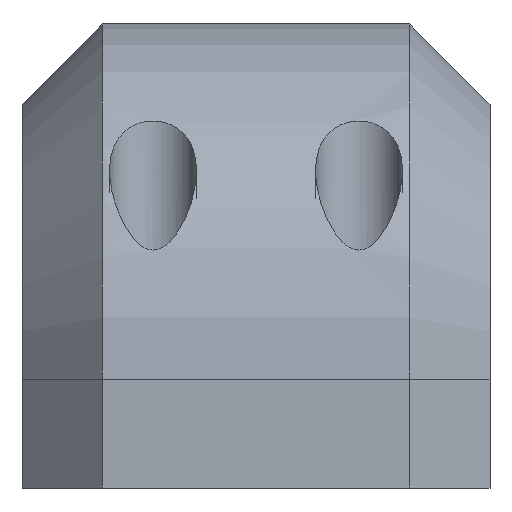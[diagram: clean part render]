
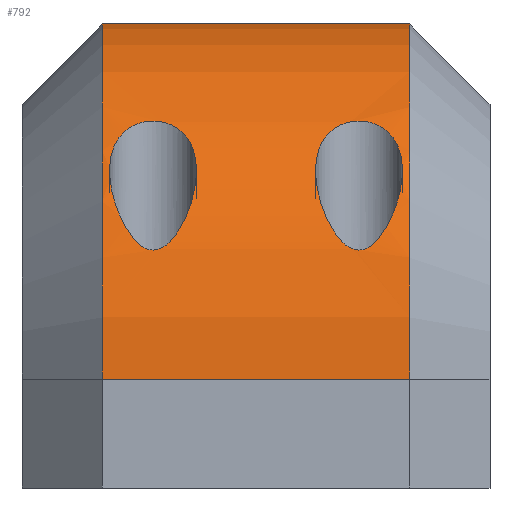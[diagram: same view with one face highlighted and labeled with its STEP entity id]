
A CAD part, front view. The second image highlights one B-rep face of the part: STEP entity #792.
In plain terms, the highlighted cylindrical face has radius 26.556 mm (diameter 53.113 mm), a partial arc.
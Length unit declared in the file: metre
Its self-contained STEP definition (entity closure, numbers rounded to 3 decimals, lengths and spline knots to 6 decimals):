
#14=B_SPLINE_CURVE_WITH_KNOTS('',3,(#1196,#1197,#1198,#1199,#1200,#1201,
#1202,#1203,#1204,#1205,#1206,#1207,#1208,#1209,#1210,#1211,#1212,#1213,
#1214,#1215,#1216,#1217,#1218),.UNSPECIFIED.,.T.,.F.,(1,1,1,1,1,1,1,1,1,
1,1,1,1,1,1,1,1,1,1,1,1,1,1,1,1,1,1),(-0.002739,-0.001826,
-0.000913,0.,0.000913,0.001826,
0.002739,0.003652,0.005478,0.007304,
0.00913,0.010956,0.012782,0.014608,
0.016434,0.01826,0.020086,0.021912,
0.023738,0.025564,0.026478,0.027391,
0.028304,0.029217,0.03013,0.031043,
0.031956),.UNSPECIFIED.);
#15=B_SPLINE_CURVE_WITH_KNOTS('',3,(#1220,#1221,#1222,#1223,#1224,#1225,
#1226,#1227,#1228,#1229,#1230,#1231,#1232,#1233,#1234,#1235,#1236,#1237,
#1238,#1239,#1240,#1241,#1242),.UNSPECIFIED.,.T.,.F.,(1,1,1,1,1,1,1,1,1,
1,1,1,1,1,1,1,1,1,1,1,1,1,1,1,1,1,1),(-0.002739,-0.001826,
-0.000913,0.,0.000913,0.001826,
0.002739,0.003652,0.005478,0.007304,
0.00913,0.010956,0.012782,0.014608,
0.016434,0.01826,0.020086,0.021912,
0.023738,0.025564,0.026478,0.027391,
0.028304,0.029217,0.03013,0.031043,
0.031956),.UNSPECIFIED.);
#16=CYLINDRICAL_SURFACE('',#857,0.026556);
#33=CIRCLE('',#858,0.026556);
#34=CIRCLE('',#859,0.026556);
#72=ORIENTED_EDGE('',*,*,#296,.F.);
#73=ORIENTED_EDGE('',*,*,#297,.T.);
#74=ORIENTED_EDGE('',*,*,#298,.T.);
#75=ORIENTED_EDGE('',*,*,#299,.F.);
#76=ORIENTED_EDGE('',*,*,#300,.T.);
#77=ORIENTED_EDGE('',*,*,#301,.F.);
#296=EDGE_CURVE('',#407,#408,#479,.T.);
#297=EDGE_CURVE('',#407,#409,#33,.T.);
#298=EDGE_CURVE('',#409,#410,#480,.T.);
#299=EDGE_CURVE('',#408,#410,#34,.T.);
#300=EDGE_CURVE('',#411,#411,#14,.T.);
#301=EDGE_CURVE('',#412,#412,#15,.T.);
#407=VERTEX_POINT('',#1189);
#408=VERTEX_POINT('',#1190);
#409=VERTEX_POINT('',#1192);
#410=VERTEX_POINT('',#1194);
#411=VERTEX_POINT('',#1219);
#412=VERTEX_POINT('',#1243);
#479=LINE('',#1188,#568);
#480=LINE('',#1193,#569);
#568=VECTOR('',#953,1.);
#569=VECTOR('',#956,1.);
#645=EDGE_LOOP('',(#72,#73,#74,#75));
#646=EDGE_LOOP('',(#76));
#647=EDGE_LOOP('',(#77));
#702=FACE_BOUND('',#645,.T.);
#703=FACE_BOUND('',#646,.T.);
#704=FACE_BOUND('',#647,.T.);
#792=ADVANCED_FACE('',(#702,#703,#704),#16,.T.);
#857=AXIS2_PLACEMENT_3D('',#1187,#951,#952);
#858=AXIS2_PLACEMENT_3D('',#1191,#954,#955);
#859=AXIS2_PLACEMENT_3D('',#1195,#957,#958);
#951=DIRECTION('',(-1.,0.,0.));
#952=DIRECTION('',(0.,0.,1.));
#953=DIRECTION('',(-1.,0.,0.));
#954=DIRECTION('',(-1.,0.,0.));
#955=DIRECTION('',(0.,0.,1.));
#956=DIRECTION('',(-1.,0.,0.));
#957=DIRECTION('',(-1.,0.,0.));
#958=DIRECTION('',(0.,0.,1.));
#1187=CARTESIAN_POINT('',(0.0175,-0.50691,0.04427));
#1188=CARTESIAN_POINT('',(0.0175,-0.533466,0.04427));
#1189=CARTESIAN_POINT('',(0.0115,-0.533466,0.04427));
#1190=CARTESIAN_POINT('',(-0.0115,-0.533466,0.04427));
#1191=CARTESIAN_POINT('',(0.0115,-0.50691,0.04427));
#1192=CARTESIAN_POINT('',(0.0115,-0.50691,0.070827));
#1193=CARTESIAN_POINT('',(0.0175,-0.50691,0.070827));
#1194=CARTESIAN_POINT('',(-0.0115,-0.50691,0.070827));
#1195=CARTESIAN_POINT('',(-0.0115,-0.50691,0.04427));
#1196=CARTESIAN_POINT('',(0.008593,-0.531558,0.054161));
#1197=CARTESIAN_POINT('',(0.007697,-0.531696,0.053802));
#1198=CARTESIAN_POINT('',(0.006802,-0.531557,0.054161));
#1199=CARTESIAN_POINT('',(0.006186,-0.531298,0.054789));
#1200=CARTESIAN_POINT('',(0.005696,-0.530981,0.055497));
#1201=CARTESIAN_POINT('',(0.00518,-0.530505,0.056478));
#1202=CARTESIAN_POINT('',(0.004714,-0.529809,0.057757));
#1203=CARTESIAN_POINT('',(0.004426,-0.528859,0.059255));
#1204=CARTESIAN_POINT('',(0.004441,-0.527772,0.060736));
#1205=CARTESIAN_POINT('',(0.004874,-0.52662,0.062096));
#1206=CARTESIAN_POINT('',(0.005895,-0.525525,0.063223));
#1207=CARTESIAN_POINT('',(0.007693,-0.524962,0.063746));
#1208=CARTESIAN_POINT('',(0.009504,-0.525526,0.063222));
#1209=CARTESIAN_POINT('',(0.01052,-0.52662,0.062096));
#1210=CARTESIAN_POINT('',(0.010954,-0.527773,0.060735));
#1211=CARTESIAN_POINT('',(0.010969,-0.528856,0.059261));
#1212=CARTESIAN_POINT('',(0.010679,-0.529811,0.057754));
#1213=CARTESIAN_POINT('',(0.010218,-0.530502,0.056484));
#1214=CARTESIAN_POINT('',(0.009695,-0.530983,0.055491));
#1215=CARTESIAN_POINT('',(0.00921,-0.531297,0.054791));
#1216=CARTESIAN_POINT('',(0.008593,-0.531558,0.054161));
#1217=CARTESIAN_POINT('',(0.007697,-0.531696,0.053802));
#1218=CARTESIAN_POINT('',(0.006802,-0.531557,0.054161));
#1219=CARTESIAN_POINT('',(0.007697,-0.53165,0.053922));
#1220=CARTESIAN_POINT('',(-0.008593,-0.531558,0.054161));
#1221=CARTESIAN_POINT('',(-0.007697,-0.531696,0.053802));
#1222=CARTESIAN_POINT('',(-0.006802,-0.531557,0.054161));
#1223=CARTESIAN_POINT('',(-0.006186,-0.531298,0.054789));
#1224=CARTESIAN_POINT('',(-0.005696,-0.530981,0.055497));
#1225=CARTESIAN_POINT('',(-0.00518,-0.530505,0.056478));
#1226=CARTESIAN_POINT('',(-0.004714,-0.529809,0.057757));
#1227=CARTESIAN_POINT('',(-0.004426,-0.528859,0.059255));
#1228=CARTESIAN_POINT('',(-0.004441,-0.527772,0.060736));
#1229=CARTESIAN_POINT('',(-0.004874,-0.52662,0.062096));
#1230=CARTESIAN_POINT('',(-0.005895,-0.525525,0.063223));
#1231=CARTESIAN_POINT('',(-0.007693,-0.524962,0.063746));
#1232=CARTESIAN_POINT('',(-0.009504,-0.525526,0.063222));
#1233=CARTESIAN_POINT('',(-0.01052,-0.52662,0.062096));
#1234=CARTESIAN_POINT('',(-0.010954,-0.527773,0.060735));
#1235=CARTESIAN_POINT('',(-0.010969,-0.528856,0.059261));
#1236=CARTESIAN_POINT('',(-0.010679,-0.529811,0.057754));
#1237=CARTESIAN_POINT('',(-0.010218,-0.530502,0.056484));
#1238=CARTESIAN_POINT('',(-0.009695,-0.530983,0.055491));
#1239=CARTESIAN_POINT('',(-0.00921,-0.531297,0.054791));
#1240=CARTESIAN_POINT('',(-0.008593,-0.531558,0.054161));
#1241=CARTESIAN_POINT('',(-0.007697,-0.531696,0.053802));
#1242=CARTESIAN_POINT('',(-0.006802,-0.531557,0.054161));
#1243=CARTESIAN_POINT('',(-0.007697,-0.53165,0.053922));
